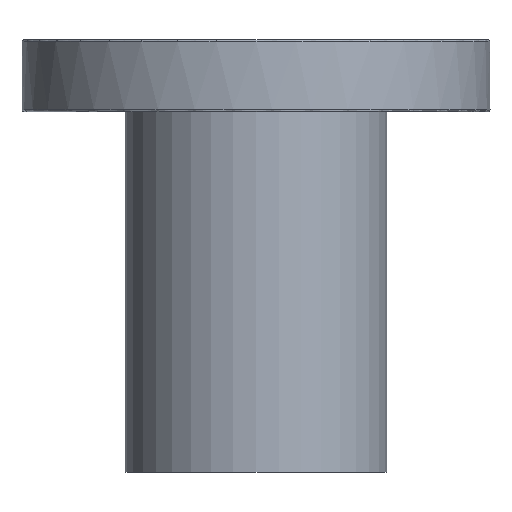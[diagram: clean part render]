
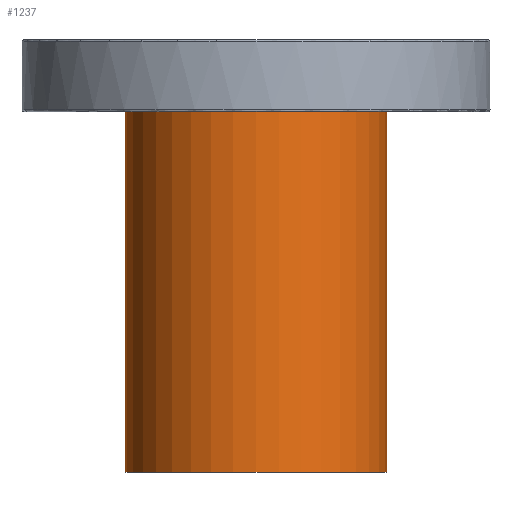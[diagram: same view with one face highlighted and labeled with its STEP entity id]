
A CAD part, front view. The second image highlights one B-rep face of the part: STEP entity #1237.
In plain terms, the highlighted cylindrical face has radius 31.75 mm (diameter 63.5 mm), a full revolution.
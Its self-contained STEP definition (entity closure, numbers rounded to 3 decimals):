
#1175=CARTESIAN_POINT('',(31.75,0.,402.9));
#1176=VERTEX_POINT('',#1175);
#1177=CARTESIAN_POINT('',(0.0,0.0,402.9));
#1178=DIRECTION('',(0.0,0.0,1.0));
#1179=DIRECTION('',(-1.0,0.0,0.0));
#1180=AXIS2_PLACEMENT_3D('',#1177,#1178,#1179);
#1181=CIRCLE('',#1180,31.75);
#1182=EDGE_CURVE('',#1176,#1176,#1181,.T.);
#1218=CARTESIAN_POINT('',(0.0,0.0,0.0));
#1219=DIRECTION('',(0.0,0.0,1.0));
#1220=DIRECTION('',(-1.0,0.0,0.0));
#1221=AXIS2_PLACEMENT_3D('',#1218,#1219,#1220);
#1222=CYLINDRICAL_SURFACE('',#1221,31.75);
#1223=ORIENTED_EDGE('',*,*,#1182,.T.);
#1224=EDGE_LOOP('',(#1223));
#1225=FACE_OUTER_BOUND('',#1224,.T.);
#1226=CARTESIAN_POINT('',(31.75,0.,500.0));
#1227=VERTEX_POINT('',#1226);
#1228=CARTESIAN_POINT('',(0.0,0.0,500.0));
#1229=DIRECTION('',(0.0,0.0,-1.0));
#1230=DIRECTION('',(-1.0,0.0,0.0));
#1231=AXIS2_PLACEMENT_3D('',#1228,#1229,#1230);
#1232=CIRCLE('',#1231,31.75);
#1233=EDGE_CURVE('',#1227,#1227,#1232,.T.);
#1234=ORIENTED_EDGE('',*,*,#1233,.T.);
#1235=EDGE_LOOP('',(#1234));
#1236=FACE_BOUND('',#1235,.T.);
#1237=ADVANCED_FACE('',(#1225,#1236),#1222,.T.);
